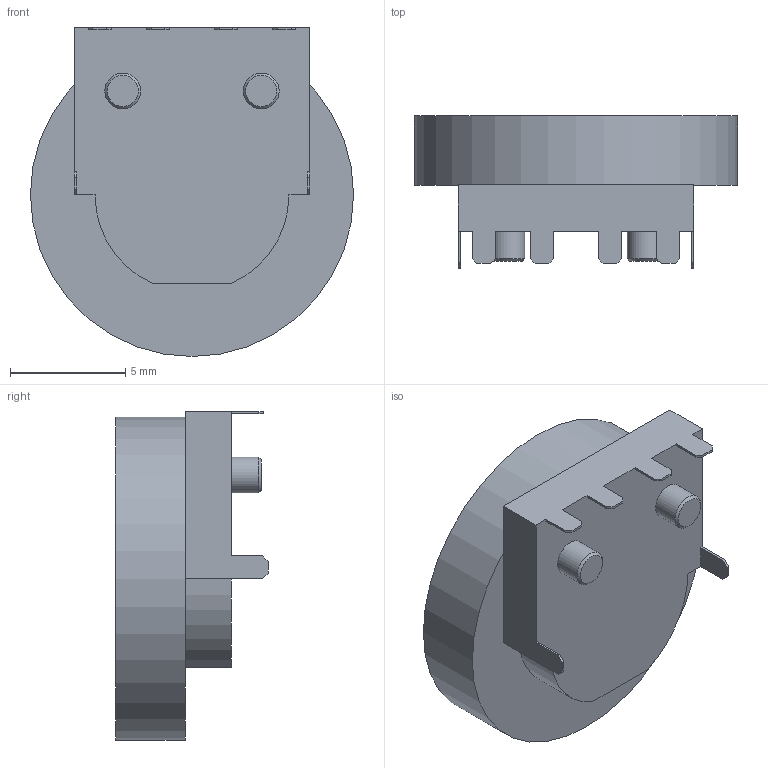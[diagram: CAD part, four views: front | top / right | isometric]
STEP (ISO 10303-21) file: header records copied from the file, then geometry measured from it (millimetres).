
FILE_DESCRIPTION(/* description */ (''),/* implementation_level */ '2;1');
FILE_NAME(/* name */ 'SIQ-02FV-1603 v1.step',/* time_stamp */ '2018-05-16T00:34:09+08:00',/* author */ ('thelithcore'),/* organization */ (''),/* preprocessor_version */ 'ST-DEVELOPER v17',/* originating_system */ 'Autodesk Translation Framework v7.1.0.215',/* authorisation */ '');
FILE_SCHEMA (('AUTOMOTIVE_DESIGN { 1 0 10303 214 3 1 1 }'));
Length unit declared in the file: millimetre
Products named in the file (1): SIQ-02FV-1603
Bounding box: 14 x 6.6 x 14.25 mm (x, y, z)
Volume: 659.2 mm3; surface area: 774.9 mm2
Topology: 2 solids, 2 shells, 67 faces, 184 edges, 122 vertices
Faces by surface type: plane 55, cylinder 10, cone 2
Full cylindrical faces by diameter (mm): 1.5 x1, 1.55 x2, 7 x1, 14 x1
Entity records: 2155 total; most frequent: CARTESIAN_POINT 374, ORIENTED_EDGE 368, DIRECTION 349, EDGE_CURVE 184, LINE 155, VECTOR 155, VERTEX_POINT 122, AXIS2_PLACEMENT_3D 97
